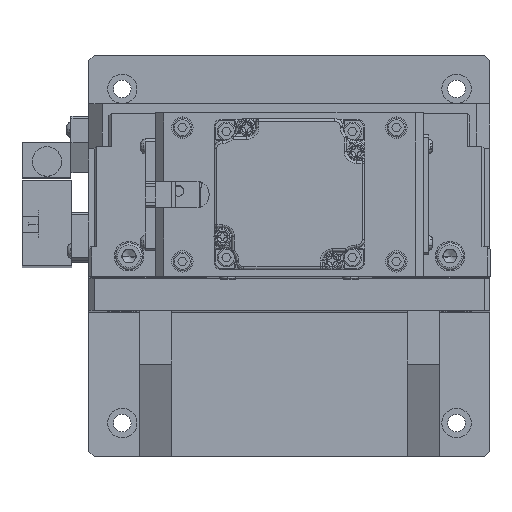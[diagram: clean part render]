
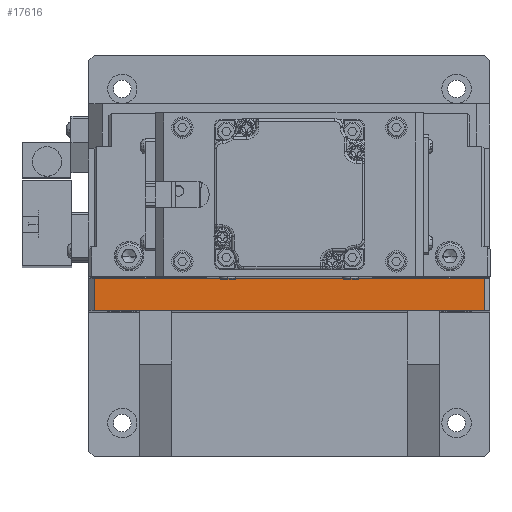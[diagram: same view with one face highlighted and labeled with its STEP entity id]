
A CAD part, top view. The second image highlights one B-rep face of the part: STEP entity #17616.
In plain terms, the highlighted planar face has unit normal (0, 0, 1).
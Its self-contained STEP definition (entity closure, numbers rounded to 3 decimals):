
#182 = CARTESIAN_POINT ( 'NONE',  ( -75., 0., 94. ) ) ;
#1316 = PLANE ( 'NONE',  #50941 ) ;
#2771 = DIRECTION ( 'NONE',  ( 0., 0., -1. ) ) ;
#5950 = EDGE_LOOP ( 'NONE', ( #39866, #12754, #34266, #48324 ) ) ;
#7240 = CARTESIAN_POINT ( 'NONE',  ( -73., -12., 94. ) ) ;
#8983 = CARTESIAN_POINT ( 'NONE',  ( -75., -12., 94. ) ) ;
#12754 = ORIENTED_EDGE ( 'NONE', *, *, #55785, .T. ) ;
#13193 = LINE ( 'NONE', #182, #61026 ) ;
#15218 = LINE ( 'NONE', #62673, #36961 ) ;
#17616 = ADVANCED_FACE ( 'NONE', ( #56090 ), #1316, .F. ) ;
#17619 = LINE ( 'NONE', #46465, #26264 ) ;
#18084 = CARTESIAN_POINT ( 'NONE',  ( -75., -12., 94. ) ) ;
#18184 = DIRECTION ( 'NONE',  ( 0., -1., 0. ) ) ;
#18882 = EDGE_CURVE ( 'NONE', #29261, #58272, #17619, .T. ) ;
#19612 = EDGE_CURVE ( 'NONE', #58272, #43727, #13193, .T. ) ;
#25938 = DIRECTION ( 'NONE',  ( -1., 0., 0. ) ) ;
#26264 = VECTOR ( 'NONE', #63239, 1000. ) ;
#28781 = CARTESIAN_POINT ( 'NONE',  ( 73., 0., 94. ) ) ;
#29261 = VERTEX_POINT ( 'NONE', #47213 ) ;
#32698 = EDGE_CURVE ( 'NONE', #29261, #69253, #63024, .T. ) ;
#34266 = ORIENTED_EDGE ( 'NONE', *, *, #32698, .F. ) ;
#36961 = VECTOR ( 'NONE', #18184, 1000. ) ;
#39866 = ORIENTED_EDGE ( 'NONE', *, *, #19612, .T. ) ;
#43727 = VERTEX_POINT ( 'NONE', #53489 ) ;
#44689 = DIRECTION ( 'NONE',  ( -1., 0., 0. ) ) ;
#46465 = CARTESIAN_POINT ( 'NONE',  ( 73., -12., 94. ) ) ;
#47213 = CARTESIAN_POINT ( 'NONE',  ( 73., -12., 94. ) ) ;
#48324 = ORIENTED_EDGE ( 'NONE', *, *, #18882, .T. ) ;
#50025 = VECTOR ( 'NONE', #25938, 1000. ) ;
#50941 = AXIS2_PLACEMENT_3D ( 'NONE', #18084, #2771, #52869 ) ;
#52869 = DIRECTION ( 'NONE',  ( 0., 1., 0. ) ) ;
#53489 = CARTESIAN_POINT ( 'NONE',  ( -73., 0., 94. ) ) ;
#55785 = EDGE_CURVE ( 'NONE', #43727, #69253, #15218, .T. ) ;
#56090 = FACE_OUTER_BOUND ( 'NONE', #5950, .T. ) ;
#58272 = VERTEX_POINT ( 'NONE', #28781 ) ;
#61026 = VECTOR ( 'NONE', #44689, 1000. ) ;
#62673 = CARTESIAN_POINT ( 'NONE',  ( -73., -12., 94. ) ) ;
#63024 = LINE ( 'NONE', #8983, #50025 ) ;
#63239 = DIRECTION ( 'NONE',  ( 0., 1., 0. ) ) ;
#69253 = VERTEX_POINT ( 'NONE', #7240 ) ;
